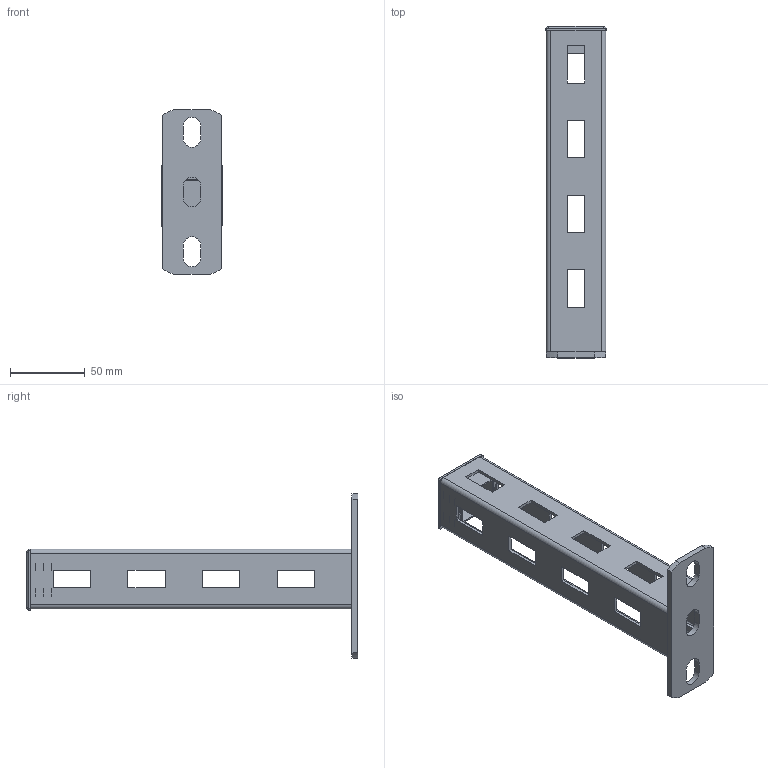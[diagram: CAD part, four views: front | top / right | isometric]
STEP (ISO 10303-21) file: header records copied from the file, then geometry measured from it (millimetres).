
FILE_DESCRIPTION((''),'2;1');
FILE_NAME('710920_ASM','2020-10-15T12:50:34',('tomas'),(''),'CREO PARAMETRIC BY PTC INC, 2019352','CREO PARAMETRIC BY PTC INC, 2019352','');
FILE_SCHEMA(('CONFIG_CONTROL_DESIGN'));
Length unit declared in the file: millimetre
Products named in the file (4): PODSTAWA_WPT_PRT; CWC40H47_200_PRT; 40_40_PRT; 710920_ASM
Assembly tree (3 placements, depth 2):
  710920_ASM
    PODSTAWA_WPT_PRT
    CWC40H47_200_PRT
    40_40_PRT
Bounding box: 41 x 222.2 x 110 mm (x, y, z)
Volume: 74048.7 mm3; surface area: 72574.9 mm2
Topology: 3 solids, 3 shells, 412 faces, 1074 edges, 692 vertices
Faces by surface type: plane 378, cylinder 30, extrusion 4
Entity records: 12554 total; most frequent: CARTESIAN_POINT 2309, ORIENTED_EDGE 2148, DIRECTION 1932, EDGE_CURVE 1074, VECTOR 1006, LINE 1002, VERTEX_POINT 692, EDGE_LOOP 466
